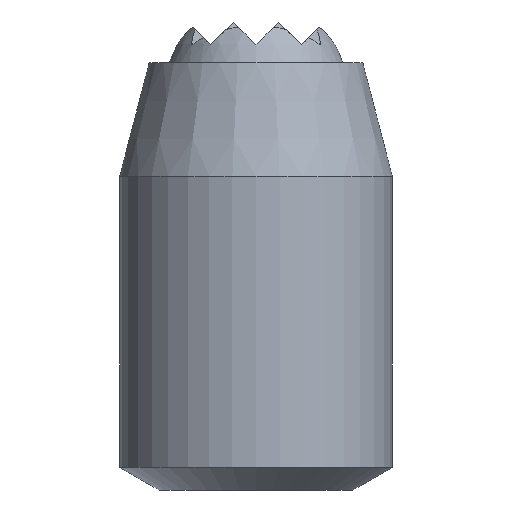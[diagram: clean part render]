
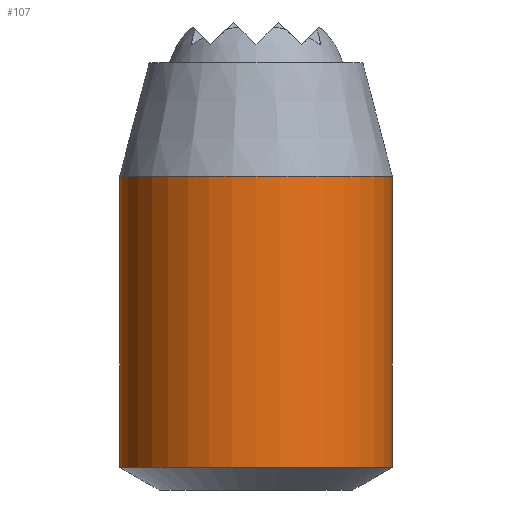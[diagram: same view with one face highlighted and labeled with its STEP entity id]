
A CAD part, front view. The second image highlights one B-rep face of the part: STEP entity #107.
In plain terms, the highlighted cylindrical face has radius 3 mm (diameter 6 mm), a full revolution.
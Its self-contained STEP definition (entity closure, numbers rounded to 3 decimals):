
#107 = ADVANCED_FACE( '', ( #266, #267 ), #268, .T. );
#266 = FACE_OUTER_BOUND( '', #481, .T. );
#267 = FACE_OUTER_BOUND( '', #482, .T. );
#268 = CYLINDRICAL_SURFACE( '', #483, 3. );
#481 = EDGE_LOOP( '', ( #723 ) );
#482 = EDGE_LOOP( '', ( #724 ) );
#483 = AXIS2_PLACEMENT_3D( '', #725, #726, #727 );
#723 = ORIENTED_EDGE( '', *, *, #1220, .T. );
#724 = ORIENTED_EDGE( '', *, *, #1221, .T. );
#725 = CARTESIAN_POINT( '', ( 0., 0., 9.4 ) );
#726 = DIRECTION( '', ( 0., 0., 1. ) );
#727 = DIRECTION( '', ( -1., 0., 0. ) );
#1220 = EDGE_CURVE( '', #1433, #1433, #1434, .T. );
#1221 = EDGE_CURVE( '', #1435, #1435, #1436, .F. );
#1433 = VERTEX_POINT( '', #1713 );
#1434 = CIRCLE( '', #1714, 3. );
#1435 = VERTEX_POINT( '', #1715 );
#1436 = CIRCLE( '', #1716, 3. );
#1713 = CARTESIAN_POINT( '', ( 3., 0., 0.5 ) );
#1714 = AXIS2_PLACEMENT_3D( '', #2024, #2025, #2026 );
#1715 = CARTESIAN_POINT( '', ( 3., 0., 6.9 ) );
#1716 = AXIS2_PLACEMENT_3D( '', #2027, #2028, #2029 );
#2024 = CARTESIAN_POINT( '', ( 0., 0., 0.5 ) );
#2025 = DIRECTION( '', ( 0., 0., 1. ) );
#2026 = DIRECTION( '', ( 1., 0., 0. ) );
#2027 = CARTESIAN_POINT( '', ( 0., 0., 6.9 ) );
#2028 = DIRECTION( '', ( 0., 0., 1. ) );
#2029 = DIRECTION( '', ( 1., 0., 0. ) );
